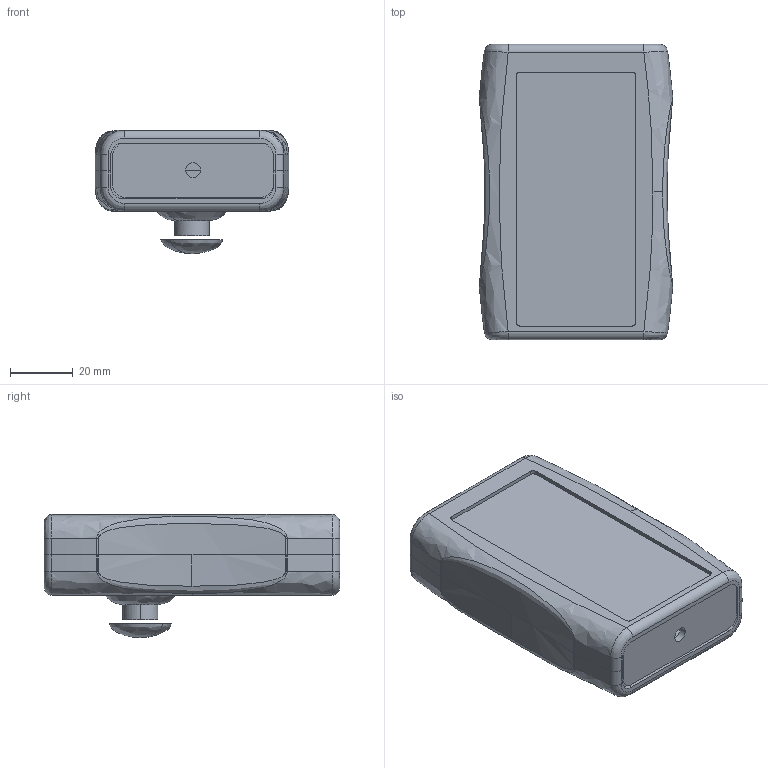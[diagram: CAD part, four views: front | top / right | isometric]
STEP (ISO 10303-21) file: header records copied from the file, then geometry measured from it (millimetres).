
FILE_DESCRIPTION (( 'STEP AP214' ), '1' );
FILE_NAME ('DSC-REMOTE.STEP', '2019-12-12T00:01:26', ( 'admin' ), ( 'Microsoft' ), 'SwSTEP 2.0', 'SolidWorks 2016', '' );
FILE_SCHEMA (( 'AUTOMOTIVE_DESIGN' ));
Length unit declared in the file: inch
Products named in the file (1): DSC-REMOTE
Bounding box: 61.86 x 94.46 x 39.4 mm (x, y, z)
Surface area: 27263.6 mm2 (no closed solid volume)
Topology: 0 solids, 8 shells, 105 faces, 350 edges, 251 vertices
Faces by surface type: cylinder 56, plane 27, bspline 22
Entity records: 7408 total; most frequent: CARTESIAN_POINT 4555, DIRECTION 550, ORIENTED_EDGE 546, EDGE_CURVE 348, VERTEX_POINT 251, AXIS2_PLACEMENT_3D 196, LINE 158, VECTOR 158
